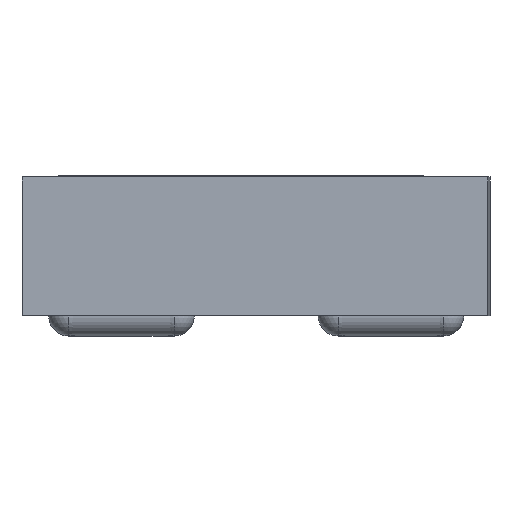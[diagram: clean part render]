
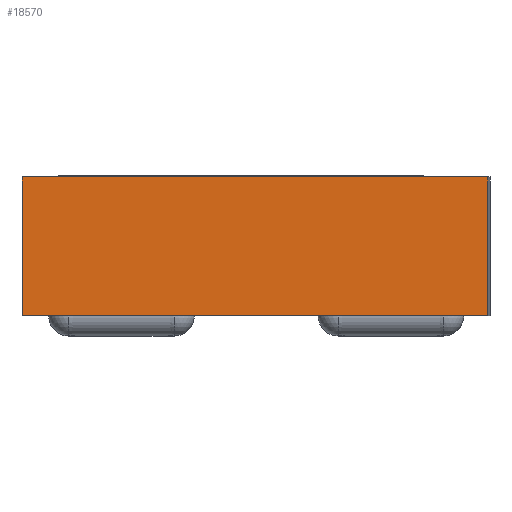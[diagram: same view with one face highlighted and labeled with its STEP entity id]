
A CAD part, left-side view. The second image highlights one B-rep face of the part: STEP entity #18570.
In plain terms, the highlighted planar face has unit normal (-1, 0, 0).
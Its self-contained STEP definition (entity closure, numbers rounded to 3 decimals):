
#18545 = VERTEX_POINT('',#18546);
#18546 = CARTESIAN_POINT('',(-3.025,-1.145,0.685));
#18552 = EDGE_CURVE('',#18553,#18545,#18555,.T.);
#18553 = VERTEX_POINT('',#18554);
#18554 = CARTESIAN_POINT('',(-3.025,-1.145,0.));
#18555 = LINE('',#18556,#18557);
#18556 = CARTESIAN_POINT('',(-3.025,-1.145,0.));
#18557 = VECTOR('',#18558,1.);
#18558 = DIRECTION('',(0.,0.,1.));
#18570 = ADVANCED_FACE('',(#18571),#18596,.T.);
#18571 = FACE_BOUND('',#18572,.T.);
#18572 = EDGE_LOOP('',(#18573,#18574,#18582,#18590));
#18573 = ORIENTED_EDGE('',*,*,#18552,.T.);
#18574 = ORIENTED_EDGE('',*,*,#18575,.T.);
#18575 = EDGE_CURVE('',#18545,#18576,#18578,.T.);
#18576 = VERTEX_POINT('',#18577);
#18577 = CARTESIAN_POINT('',(-3.025,1.155,0.685));
#18578 = LINE('',#18579,#18580);
#18579 = CARTESIAN_POINT('',(-3.025,-1.145,0.685));
#18580 = VECTOR('',#18581,1.);
#18581 = DIRECTION('',(0.,1.,0.));
#18582 = ORIENTED_EDGE('',*,*,#18583,.F.);
#18583 = EDGE_CURVE('',#18584,#18576,#18586,.T.);
#18584 = VERTEX_POINT('',#18585);
#18585 = CARTESIAN_POINT('',(-3.025,1.155,0.));
#18586 = LINE('',#18587,#18588);
#18587 = CARTESIAN_POINT('',(-3.025,1.155,0.));
#18588 = VECTOR('',#18589,1.);
#18589 = DIRECTION('',(0.,0.,1.));
#18590 = ORIENTED_EDGE('',*,*,#18591,.F.);
#18591 = EDGE_CURVE('',#18553,#18584,#18592,.T.);
#18592 = LINE('',#18593,#18594);
#18593 = CARTESIAN_POINT('',(-3.025,-1.145,0.));
#18594 = VECTOR('',#18595,1.);
#18595 = DIRECTION('',(0.,1.,0.));
#18596 = PLANE('',#18597);
#18597 = AXIS2_PLACEMENT_3D('',#18598,#18599,#18600);
#18598 = CARTESIAN_POINT('',(-3.025,-1.145,0.));
#18599 = DIRECTION('',(-1.,0.,0.));
#18600 = DIRECTION('',(0.,1.,0.));
